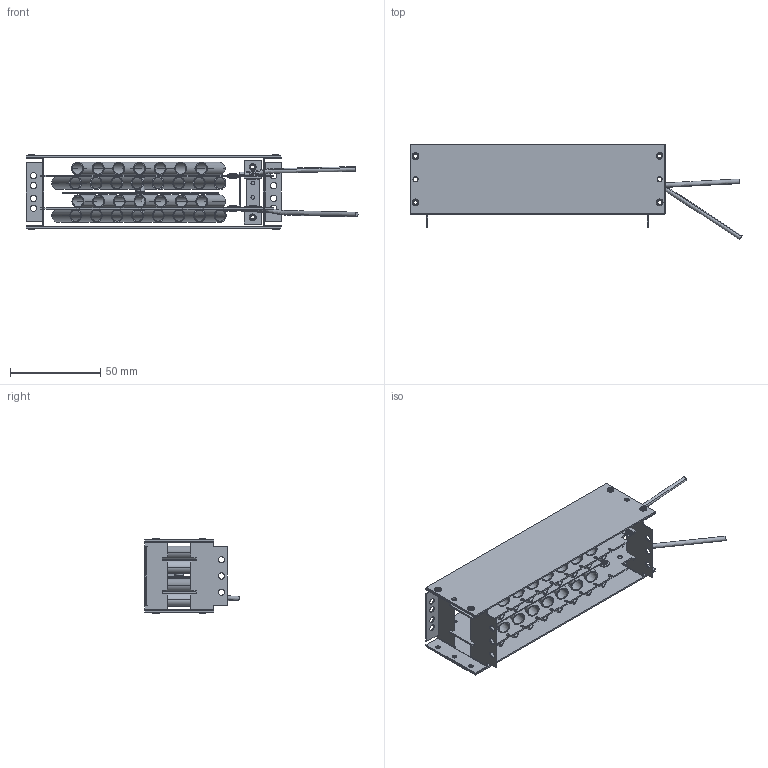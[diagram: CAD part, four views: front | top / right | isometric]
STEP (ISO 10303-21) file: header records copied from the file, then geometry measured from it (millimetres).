
FILE_DESCRIPTION (( 'STEP AP203' ), '1' );
FILE_NAME ('CB5 AUG2017 203.STEP', '2017-08-31T13:30:04', ( '' ), ( '' ), 'SwSTEP 2.0', 'SolidWorks 2017', '' );
FILE_SCHEMA (( 'CONFIG_CONTROL_DESIGN' ));
Length unit declared in the file: inch
Products named in the file (1): CB5 AUG2017 203
Bounding box: 183.81 x 52.55 x 41.63 mm (x, y, z)
Volume: 29992.3 mm3; surface area: 93523 mm2
Topology: 82 solids, 82 shells, 1370 faces, 3377 edges, 2199 vertices
Faces by surface type: plane 594, cylinder 532, cone 183, bspline 61
Full cylindrical faces by diameter (mm): 2.794 x1
Entity records: 44529 total; most frequent: CARTESIAN_POINT 10712, DIRECTION 7291, ORIENTED_EDGE 6756, EDGE_CURVE 3378, AXIS2_PLACEMENT_3D 2729, VERTEX_POINT 2200, LINE 1833, VECTOR 1833
